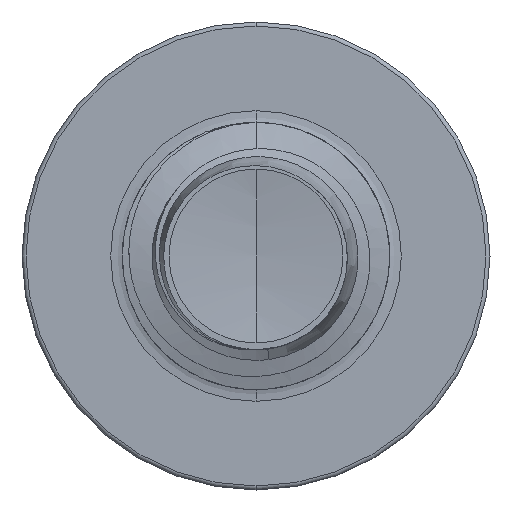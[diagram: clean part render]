
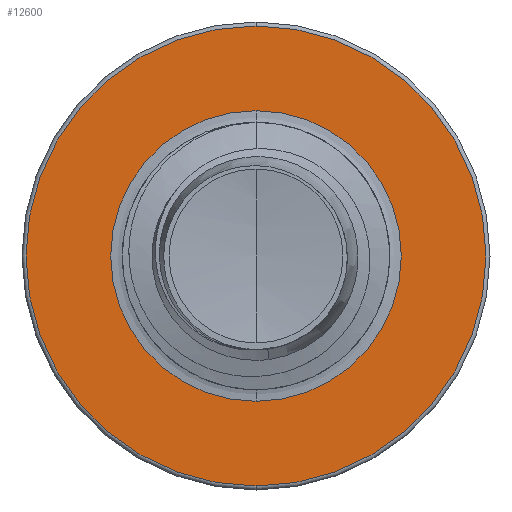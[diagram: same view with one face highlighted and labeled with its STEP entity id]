
A CAD part, front view. The second image highlights one B-rep face of the part: STEP entity #12600.
In plain terms, the highlighted planar face has unit normal (0, -1, 0).
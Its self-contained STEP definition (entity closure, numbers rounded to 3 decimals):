
#433 = PLANE ( 'NONE',  #9341 ) ;
#887 = CIRCLE ( 'NONE', #3269, 2.174 ) ;
#1215 = CARTESIAN_POINT ( 'NONE',  ( 0., 5., -2.174 ) ) ;
#1917 = DIRECTION ( 'NONE',  ( 0., 0., 1. ) ) ;
#1957 = FACE_OUTER_BOUND ( 'NONE', #8246, .T. ) ;
#2094 = CARTESIAN_POINT ( 'NONE',  ( 0., 5., 0. ) ) ;
#2343 = EDGE_CURVE ( 'NONE', #9516, #6137, #887, .T. ) ;
#3154 = ORIENTED_EDGE ( 'NONE', *, *, #11160, .T. ) ;
#3269 = AXIS2_PLACEMENT_3D ( 'NONE', #8827, #8825, #8809 ) ;
#3423 = DIRECTION ( 'NONE',  ( 0., 1., 0. ) ) ;
#3482 = DIRECTION ( 'NONE',  ( 0., 0., 1. ) ) ;
#4764 = DIRECTION ( 'NONE',  ( 0., 1., 0. ) ) ;
#5131 = FACE_BOUND ( 'NONE', #9555, .T. ) ;
#5621 = AXIS2_PLACEMENT_3D ( 'NONE', #7651, #14923, #8718 ) ;
#6137 = VERTEX_POINT ( 'NONE', #8659 ) ;
#7014 = VERTEX_POINT ( 'NONE', #11198 ) ;
#7651 = CARTESIAN_POINT ( 'NONE',  ( 0., 5., 0. ) ) ;
#7915 = EDGE_CURVE ( 'NONE', #10547, #7014, #12876, .T. ) ;
#8246 = EDGE_LOOP ( 'NONE', ( #11378, #8881 ) ) ;
#8659 = CARTESIAN_POINT ( 'NONE',  ( 0., 5., 2.174 ) ) ;
#8718 = DIRECTION ( 'NONE',  ( 0., 0., 1. ) ) ;
#8806 = CIRCLE ( 'NONE', #9878, 3.44 ) ;
#8809 = DIRECTION ( 'NONE',  ( 0., 0., 1. ) ) ;
#8825 = DIRECTION ( 'NONE',  ( 0., 1., 0. ) ) ;
#8827 = CARTESIAN_POINT ( 'NONE',  ( 0., 5., 0. ) ) ;
#8881 = ORIENTED_EDGE ( 'NONE', *, *, #11188, .F. ) ;
#9132 = CIRCLE ( 'NONE', #9155, 2.174 ) ;
#9155 = AXIS2_PLACEMENT_3D ( 'NONE', #10448, #3423, #11538 ) ;
#9341 = AXIS2_PLACEMENT_3D ( 'NONE', #14402, #4764, #1917 ) ;
#9516 = VERTEX_POINT ( 'NONE', #1215 ) ;
#9555 = EDGE_LOOP ( 'NONE', ( #3154, #15061 ) ) ;
#9878 = AXIS2_PLACEMENT_3D ( 'NONE', #2094, #10497, #3482 ) ;
#10448 = CARTESIAN_POINT ( 'NONE',  ( 0., 5., 0. ) ) ;
#10497 = DIRECTION ( 'NONE',  ( 0., 1., 0. ) ) ;
#10547 = VERTEX_POINT ( 'NONE', #14782 ) ;
#11160 = EDGE_CURVE ( 'NONE', #6137, #9516, #9132, .T. ) ;
#11188 = EDGE_CURVE ( 'NONE', #7014, #10547, #8806, .T. ) ;
#11198 = CARTESIAN_POINT ( 'NONE',  ( 0., 5., -3.44 ) ) ;
#11378 = ORIENTED_EDGE ( 'NONE', *, *, #7915, .F. ) ;
#11538 = DIRECTION ( 'NONE',  ( 0., 0., 1. ) ) ;
#12600 = ADVANCED_FACE ( 'NONE', ( #1957, #5131 ), #433, .F. ) ;
#12876 = CIRCLE ( 'NONE', #5621, 3.44 ) ;
#14402 = CARTESIAN_POINT ( 'NONE',  ( 0., 5., -2.174 ) ) ;
#14782 = CARTESIAN_POINT ( 'NONE',  ( 0., 5., 3.44 ) ) ;
#14923 = DIRECTION ( 'NONE',  ( 0., 1., 0. ) ) ;
#15061 = ORIENTED_EDGE ( 'NONE', *, *, #2343, .T. ) ;
